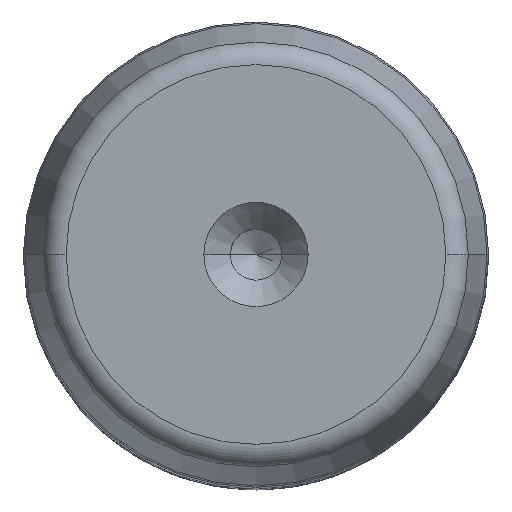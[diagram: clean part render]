
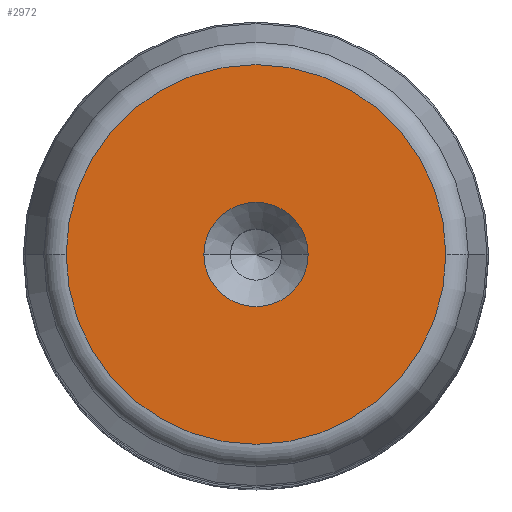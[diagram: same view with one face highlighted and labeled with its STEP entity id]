
A CAD part, top view. The second image highlights one B-rep face of the part: STEP entity #2972.
In plain terms, the highlighted planar face has unit normal (0, 0, 1).
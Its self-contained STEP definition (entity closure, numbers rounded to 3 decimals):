
#111 = CARTESIAN_POINT ( 'NONE',  ( 0., 0., 180. ) ) ;
#174 = CARTESIAN_POINT ( 'NONE',  ( 5.6, 0., 180. ) ) ;
#251 = ORIENTED_EDGE ( 'NONE', *, *, #1837, .F. ) ;
#400 = AXIS2_PLACEMENT_3D ( 'NONE', #2101, #3152, #2408 ) ;
#503 = CIRCLE ( 'NONE', #400, 20.402 ) ;
#532 = DIRECTION ( 'NONE',  ( 0., 0., 1. ) ) ;
#547 = DIRECTION ( 'NONE',  ( 1., 0., 0. ) ) ;
#573 = FACE_OUTER_BOUND ( 'NONE', #2276, .T. ) ;
#654 = EDGE_CURVE ( 'NONE', #1016, #2601, #503, .T. ) ;
#835 = AXIS2_PLACEMENT_3D ( 'NONE', #992, #2939, #985 ) ;
#985 = DIRECTION ( 'NONE',  ( 1., 0., 0. ) ) ;
#992 = CARTESIAN_POINT ( 'NONE',  ( 0., 0., 180. ) ) ;
#1016 = VERTEX_POINT ( 'NONE', #2194 ) ;
#1068 = ORIENTED_EDGE ( 'NONE', *, *, #2720, .T. ) ;
#1192 = CIRCLE ( 'NONE', #835, 5.6 ) ;
#1232 = CIRCLE ( 'NONE', #2038, 5.6 ) ;
#1262 = EDGE_LOOP ( 'NONE', ( #2757, #251 ) ) ;
#1289 = ORIENTED_EDGE ( 'NONE', *, *, #654, .T. ) ;
#1307 = DIRECTION ( 'NONE',  ( 1., 0., 0. ) ) ;
#1309 = EDGE_CURVE ( 'NONE', #2484, #2470, #1232, .T. ) ;
#1500 = CARTESIAN_POINT ( 'NONE',  ( -20.402, 0., 180. ) ) ;
#1559 = DIRECTION ( 'NONE',  ( 0., 0., 1. ) ) ;
#1769 = CARTESIAN_POINT ( 'NONE',  ( 0., 0., 180. ) ) ;
#1837 = EDGE_CURVE ( 'NONE', #2470, #2484, #1192, .T. ) ;
#1873 = FACE_BOUND ( 'NONE', #1262, .T. ) ;
#1949 = CIRCLE ( 'NONE', #3182, 20.402 ) ;
#2013 = DIRECTION ( 'NONE',  ( 0., 0., 1. ) ) ;
#2019 = AXIS2_PLACEMENT_3D ( 'NONE', #2227, #2013, #547 ) ;
#2038 = AXIS2_PLACEMENT_3D ( 'NONE', #111, #1559, #1307 ) ;
#2101 = CARTESIAN_POINT ( 'NONE',  ( 0., 0., 180. ) ) ;
#2194 = CARTESIAN_POINT ( 'NONE',  ( 20.402, 0., 180. ) ) ;
#2227 = CARTESIAN_POINT ( 'NONE',  ( 0., 0., 180. ) ) ;
#2276 = EDGE_LOOP ( 'NONE', ( #1289, #1068 ) ) ;
#2357 = CARTESIAN_POINT ( 'NONE',  ( -5.6, 0., 180. ) ) ;
#2408 = DIRECTION ( 'NONE',  ( 1., 0., 0. ) ) ;
#2470 = VERTEX_POINT ( 'NONE', #2357 ) ;
#2484 = VERTEX_POINT ( 'NONE', #174 ) ;
#2601 = VERTEX_POINT ( 'NONE', #1500 ) ;
#2718 = DIRECTION ( 'NONE',  ( 1., 0., 0. ) ) ;
#2720 = EDGE_CURVE ( 'NONE', #2601, #1016, #1949, .T. ) ;
#2757 = ORIENTED_EDGE ( 'NONE', *, *, #1309, .F. ) ;
#2760 = PLANE ( 'NONE',  #2019 ) ;
#2939 = DIRECTION ( 'NONE',  ( 0., 0., 1. ) ) ;
#2972 = ADVANCED_FACE ( 'NONE', ( #573, #1873 ), #2760, .T. ) ;
#3152 = DIRECTION ( 'NONE',  ( 0., 0., 1. ) ) ;
#3182 = AXIS2_PLACEMENT_3D ( 'NONE', #1769, #532, #2718 ) ;
